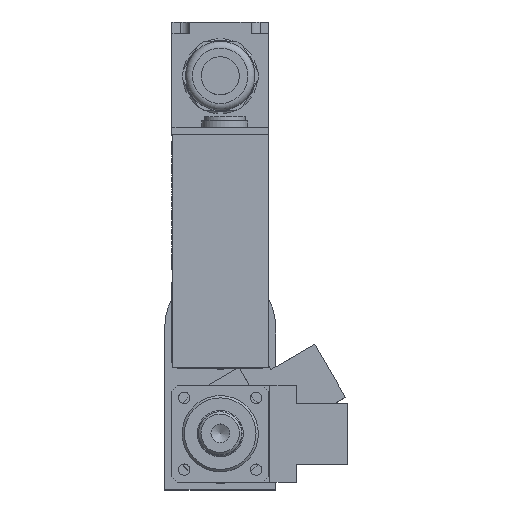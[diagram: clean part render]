
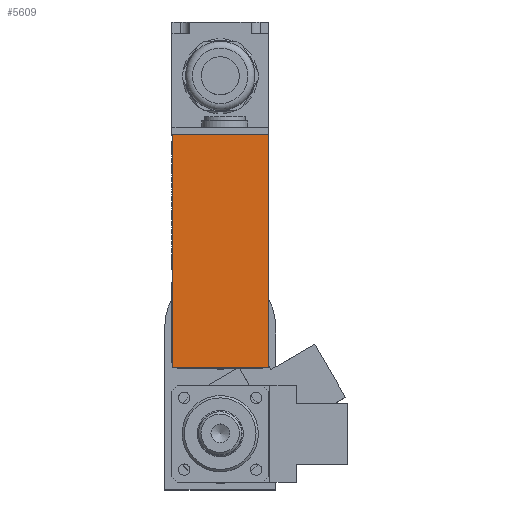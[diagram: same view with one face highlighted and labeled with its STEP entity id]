
A CAD part, top view. The second image highlights one B-rep face of the part: STEP entity #5609.
In plain terms, the highlighted planar face has unit normal (0, 0, 1).
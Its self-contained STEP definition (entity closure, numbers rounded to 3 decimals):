
#5158=CARTESIAN_POINT('',(-20.85,-70.6,364.5));
#5159=VERTEX_POINT('',#5158);
#5160=CARTESIAN_POINT('',(-20.85,30.4,364.5));
#5161=VERTEX_POINT('',#5160);
#5162=CARTESIAN_POINT('',(-20.85,-70.6,364.5));
#5163=DIRECTION('',(0.0,1.0,0.0));
#5164=VECTOR('',#5163,101.);
#5165=LINE('',#5162,#5164);
#5166=EDGE_CURVE('',#5159,#5161,#5165,.T.);
#5359=CARTESIAN_POINT('',(20.85,30.4,364.5));
#5360=VERTEX_POINT('',#5359);
#5361=CARTESIAN_POINT('',(-20.85,30.4,364.5));
#5362=DIRECTION('',(1.0,0.0,0.0));
#5363=VECTOR('',#5362,41.7);
#5364=LINE('',#5361,#5363);
#5365=EDGE_CURVE('',#5161,#5360,#5364,.T.);
#5390=CARTESIAN_POINT('',(20.85,-70.6,364.5));
#5391=VERTEX_POINT('',#5390);
#5392=CARTESIAN_POINT('',(20.85,30.4,364.5));
#5393=DIRECTION('',(0.0,-1.0,0.0));
#5394=VECTOR('',#5393,101.);
#5395=LINE('',#5392,#5394);
#5396=EDGE_CURVE('',#5360,#5391,#5395,.T.);
#5584=CARTESIAN_POINT('',(20.85,-70.6,364.5));
#5585=DIRECTION('',(-1.0,0.0,0.0));
#5586=VECTOR('',#5585,41.7);
#5587=LINE('',#5584,#5586);
#5588=EDGE_CURVE('',#5391,#5159,#5587,.T.);
#5598=CARTESIAN_POINT('',(0.0,-20.1,364.5));
#5599=DIRECTION('',(0.0,0.0,1.0));
#5600=DIRECTION('',(1.0,0.0,0.0));
#5601=AXIS2_PLACEMENT_3D('',#5598,#5599,#5600);
#5602=PLANE('',#5601);
#5603=ORIENTED_EDGE('',*,*,#5166,.F.);
#5604=ORIENTED_EDGE('',*,*,#5588,.F.);
#5605=ORIENTED_EDGE('',*,*,#5396,.F.);
#5606=ORIENTED_EDGE('',*,*,#5365,.F.);
#5607=EDGE_LOOP('',(#5603,#5604,#5605,#5606));
#5608=FACE_OUTER_BOUND('',#5607,.T.);
#5609=ADVANCED_FACE('',(#5608),#5602,.T.);
